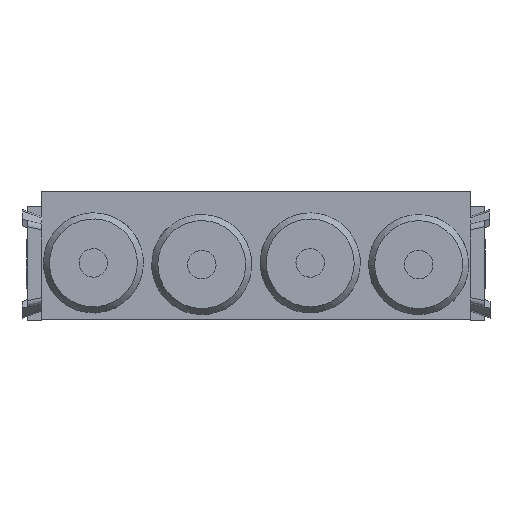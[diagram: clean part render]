
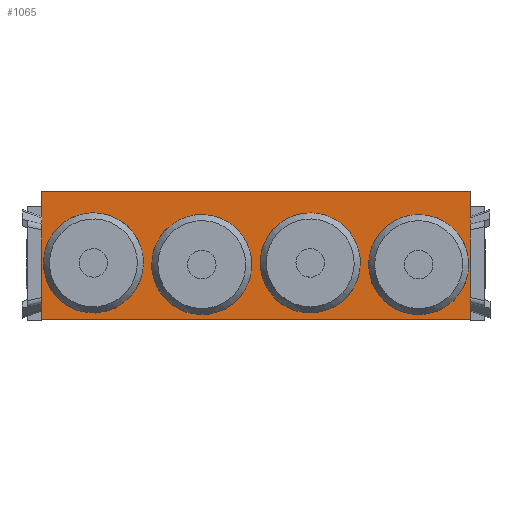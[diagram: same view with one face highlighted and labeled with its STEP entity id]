
A CAD part, top view. The second image highlights one B-rep face of the part: STEP entity #1065.
In plain terms, the highlighted face is planar.
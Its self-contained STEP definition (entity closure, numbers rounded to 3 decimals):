
#362=CARTESIAN_POINT('',(126.,-2.7,-7.5));
#363=VERTEX_POINT('',#362);
#364=CARTESIAN_POINT('',(132.0,-2.7,-7.5));
#365=DIRECTION('',(0.0,0.0,1.0));
#366=DIRECTION('',(-1.0,0.0,0.0));
#367=AXIS2_PLACEMENT_3D('',#364,#365,#366);
#368=CIRCLE('',#367,6.);
#369=EDGE_CURVE('',#363,#363,#368,.T.);
#442=CARTESIAN_POINT('',(50.0,-2.7,-7.5));
#443=VERTEX_POINT('',#442);
#444=CARTESIAN_POINT('',(56.,-2.7,-7.5));
#445=DIRECTION('',(0.0,0.0,1.0));
#446=DIRECTION('',(-1.0,0.0,0.0));
#447=AXIS2_PLACEMENT_3D('',#444,#445,#446);
#448=CIRCLE('',#447,6.);
#449=EDGE_CURVE('',#443,#443,#448,.T.);
#578=CARTESIAN_POINT('',(88.0,-3.3,-7.5));
#579=VERTEX_POINT('',#578);
#580=CARTESIAN_POINT('',(94.0,-3.3,-7.5));
#581=DIRECTION('',(0.0,0.0,1.0));
#582=DIRECTION('',(-1.0,0.0,0.0));
#583=AXIS2_PLACEMENT_3D('',#580,#581,#582);
#584=CIRCLE('',#583,6.);
#585=EDGE_CURVE('',#579,#579,#584,.T.);
#658=CARTESIAN_POINT('',(12.0,-3.3,-7.5));
#659=VERTEX_POINT('',#658);
#660=CARTESIAN_POINT('',(18.0,-3.3,-7.5));
#661=DIRECTION('',(0.0,0.0,1.0));
#662=DIRECTION('',(-1.0,0.0,0.0));
#663=AXIS2_PLACEMENT_3D('',#660,#661,#662);
#664=CIRCLE('',#663,6.);
#665=EDGE_CURVE('',#659,#659,#664,.T.);
#984=CARTESIAN_POINT('',(150.0,22.5,-7.5));
#985=VERTEX_POINT('',#984);
#992=CARTESIAN_POINT('',(0.0,22.5,-7.5));
#993=VERTEX_POINT('',#992);
#994=CARTESIAN_POINT('',(0.0,22.5,-7.5));
#995=DIRECTION('',(1.0,0.0,0.0));
#996=VECTOR('',#995,150.0);
#997=LINE('',#994,#996);
#998=EDGE_CURVE('',#993,#985,#997,.T.);
#1023=CARTESIAN_POINT('',(0.0,22.5,-7.5));
#1024=DIRECTION('',(0.0,0.0,-1.0));
#1025=DIRECTION('',(-1.0,0.0,0.0));
#1026=AXIS2_PLACEMENT_3D('',#1023,#1024,#1025);
#1027=PLANE('',#1026);
#1028=CARTESIAN_POINT('',(150.0,-22.5,-7.5));
#1029=VERTEX_POINT('',#1028);
#1030=CARTESIAN_POINT('',(150.0,22.5,-7.5));
#1031=DIRECTION('',(0.0,-1.0,0.0));
#1032=VECTOR('',#1031,45.0);
#1033=LINE('',#1030,#1032);
#1034=EDGE_CURVE('',#985,#1029,#1033,.T.);
#1035=ORIENTED_EDGE('',*,*,#1034,.T.);
#1036=CARTESIAN_POINT('',(0.0,-22.5,-7.5));
#1037=VERTEX_POINT('',#1036);
#1038=CARTESIAN_POINT('',(0.0,-22.5,-7.5));
#1039=DIRECTION('',(1.0,0.0,0.0));
#1040=VECTOR('',#1039,150.0);
#1041=LINE('',#1038,#1040);
#1042=EDGE_CURVE('',#1037,#1029,#1041,.T.);
#1043=ORIENTED_EDGE('',*,*,#1042,.F.);
#1044=CARTESIAN_POINT('',(0.0,22.5,-7.5));
#1045=DIRECTION('',(0.0,-1.0,0.0));
#1046=VECTOR('',#1045,45.0);
#1047=LINE('',#1044,#1046);
#1048=EDGE_CURVE('',#993,#1037,#1047,.T.);
#1049=ORIENTED_EDGE('',*,*,#1048,.F.);
#1050=ORIENTED_EDGE('',*,*,#998,.T.);
#1051=EDGE_LOOP('',(#1035,#1043,#1049,#1050));
#1052=FACE_OUTER_BOUND('',#1051,.T.);
#1053=ORIENTED_EDGE('',*,*,#369,.T.);
#1054=EDGE_LOOP('',(#1053));
#1055=FACE_BOUND('',#1054,.T.);
#1056=ORIENTED_EDGE('',*,*,#449,.T.);
#1057=EDGE_LOOP('',(#1056));
#1058=FACE_BOUND('',#1057,.T.);
#1059=ORIENTED_EDGE('',*,*,#585,.T.);
#1060=EDGE_LOOP('',(#1059));
#1061=FACE_BOUND('',#1060,.T.);
#1062=ORIENTED_EDGE('',*,*,#665,.T.);
#1063=EDGE_LOOP('',(#1062));
#1064=FACE_BOUND('',#1063,.T.);
#1065=ADVANCED_FACE('',(#1052,#1055,#1058,#1061,#1064),#1027,.T.);
